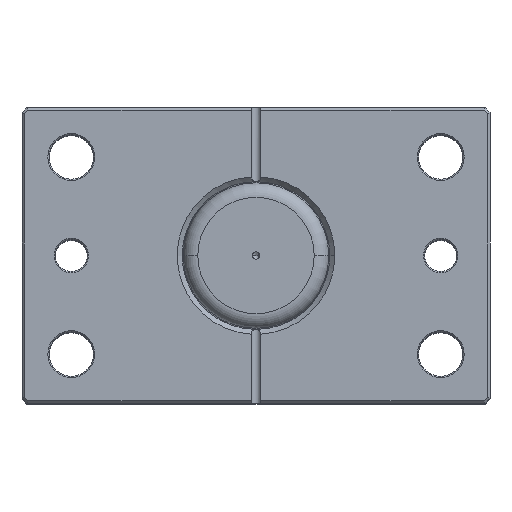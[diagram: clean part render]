
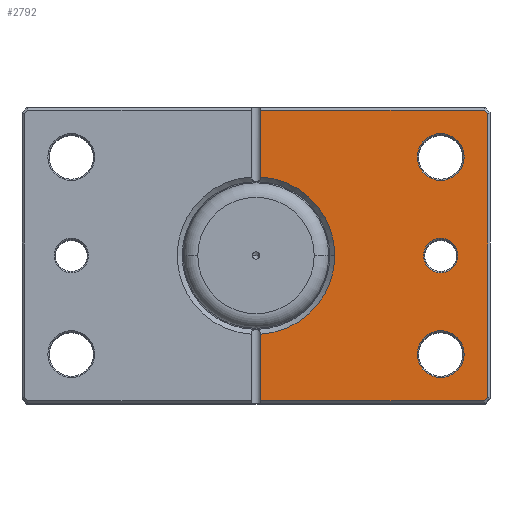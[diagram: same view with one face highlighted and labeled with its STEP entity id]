
A CAD part, top view. The second image highlights one B-rep face of the part: STEP entity #2792.
In plain terms, the highlighted face is planar.
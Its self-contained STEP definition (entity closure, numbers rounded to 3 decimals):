
#15 = DIRECTION ( 'NONE',  ( 1., 0., 0. ) ) ;
#42 = DIRECTION ( 'NONE',  ( -0.707, 0.707, 0. ) ) ;
#67 = VERTEX_POINT ( 'NONE', #5388 ) ;
#106 = EDGE_CURVE ( 'NONE', #702, #1785, #597, .T. ) ;
#138 = CARTESIAN_POINT ( 'NONE',  ( 0., 0., 0. ) ) ;
#152 = ORIENTED_EDGE ( 'NONE', *, *, #1704, .T. ) ;
#161 = AXIS2_PLACEMENT_3D ( 'NONE', #138, #4006, #717 ) ;
#208 = PLANE ( 'NONE',  #1375 ) ;
#318 = EDGE_LOOP ( 'NONE', ( #152, #6318 ) ) ;
#345 = LINE ( 'NONE', #6022, #2761 ) ;
#485 = FACE_BOUND ( 'NONE', #2540, .T. ) ;
#591 = AXIS2_PLACEMENT_3D ( 'NONE', #6682, #7068, #2267 ) ;
#597 = LINE ( 'NONE', #3048, #2093 ) ;
#655 = CARTESIAN_POINT ( 'NONE',  ( -94., 0., 0. ) ) ;
#702 = VERTEX_POINT ( 'NONE', #1613 ) ;
#717 = DIRECTION ( 'NONE',  ( 1., 0., 0. ) ) ;
#741 = VERTEX_POINT ( 'NONE', #936 ) ;
#792 = DIRECTION ( 'NONE',  ( 0., 0., 1. ) ) ;
#817 = EDGE_CURVE ( 'NONE', #2231, #67, #5833, .T. ) ;
#850 = DIRECTION ( 'NONE',  ( 0., 0., 1. ) ) ;
#936 = CARTESIAN_POINT ( 'NONE',  ( -92.586, 59., 0. ) ) ;
#1032 = CIRCLE ( 'NONE', #591, 9.5 ) ;
#1035 = CARTESIAN_POINT ( 'NONE',  ( 0., -59., 0. ) ) ;
#1157 = EDGE_LOOP ( 'NONE', ( #1540, #5550, #2743, #6960, #5365, #2524, #3100, #4368, #5739 ) ) ;
#1232 = VECTOR ( 'NONE', #2835, 1000. ) ;
#1251 = VERTEX_POINT ( 'NONE', #4135 ) ;
#1294 = VERTEX_POINT ( 'NONE', #2518 ) ;
#1375 = AXIS2_PLACEMENT_3D ( 'NONE', #2444, #792, #4602 ) ;
#1540 = ORIENTED_EDGE ( 'NONE', *, *, #3793, .T. ) ;
#1544 = CIRCLE ( 'NONE', #3370, 9.5 ) ;
#1554 = VECTOR ( 'NONE', #6160, 1000. ) ;
#1613 = CARTESIAN_POINT ( 'NONE',  ( -92.586, -59., 0. ) ) ;
#1704 = EDGE_CURVE ( 'NONE', #5505, #2880, #1032, .T. ) ;
#1731 = DIRECTION ( 'NONE',  ( 0., 0., 1. ) ) ;
#1748 = EDGE_CURVE ( 'NONE', #2790, #4304, #2658, .T. ) ;
#1785 = VERTEX_POINT ( 'NONE', #6708 ) ;
#2001 = ORIENTED_EDGE ( 'NONE', *, *, #1748, .T. ) ;
#2015 = VECTOR ( 'NONE', #4305, 1000. ) ;
#2093 = VECTOR ( 'NONE', #42, 1000. ) ;
#2104 = AXIS2_PLACEMENT_3D ( 'NONE', #3292, #2725, #2221 ) ;
#2116 = EDGE_CURVE ( 'NONE', #1785, #4430, #4429, .T. ) ;
#2209 = EDGE_CURVE ( 'NONE', #1251, #5603, #6687, .T. ) ;
#2221 = DIRECTION ( 'NONE',  ( 1., 0., 0. ) ) ;
#2231 = VERTEX_POINT ( 'NONE', #5791 ) ;
#2267 = DIRECTION ( 'NONE',  ( 1., 0., 0. ) ) ;
#2309 = CARTESIAN_POINT ( 'NONE',  ( -94., 57.586, 0. ) ) ;
#2326 = CARTESIAN_POINT ( 'NONE',  ( -75., 40., 0. ) ) ;
#2444 = CARTESIAN_POINT ( 'NONE',  ( 0., 0., 0. ) ) ;
#2518 = CARTESIAN_POINT ( 'NONE',  ( -2., 59., 0. ) ) ;
#2524 = ORIENTED_EDGE ( 'NONE', *, *, #106, .T. ) ;
#2540 = EDGE_LOOP ( 'NONE', ( #6542, #2001 ) ) ;
#2650 = VECTOR ( 'NONE', #2906, 1000. ) ;
#2658 = CIRCLE ( 'NONE', #2104, 9.5 ) ;
#2684 = CIRCLE ( 'NONE', #5297, 9.5 ) ;
#2725 = DIRECTION ( 'NONE',  ( 0., 0., 1. ) ) ;
#2742 = ORIENTED_EDGE ( 'NONE', *, *, #2209, .T. ) ;
#2743 = ORIENTED_EDGE ( 'NONE', *, *, #6589, .T. ) ;
#2761 = VECTOR ( 'NONE', #4379, 1000. ) ;
#2790 = VERTEX_POINT ( 'NONE', #2956 ) ;
#2792 = ADVANCED_FACE ( 'NONE', ( #4849, #485, #6166, #3423 ), #208, .F. ) ;
#2835 = DIRECTION ( 'NONE',  ( 0.707, 0.707, 0. ) ) ;
#2840 = VECTOR ( 'NONE', #4816, 1000. ) ;
#2861 = DIRECTION ( 'NONE',  ( 1., 0., 0. ) ) ;
#2880 = VERTEX_POINT ( 'NONE', #3602 ) ;
#2906 = DIRECTION ( 'NONE',  ( 1., 0., 0. ) ) ;
#2956 = CARTESIAN_POINT ( 'NONE',  ( -65.5, -40., 0. ) ) ;
#3048 = CARTESIAN_POINT ( 'NONE',  ( -75.793, -75.793, 0. ) ) ;
#3100 = ORIENTED_EDGE ( 'NONE', *, *, #2116, .T. ) ;
#3155 = DIRECTION ( 'NONE',  ( 1., 0., 0. ) ) ;
#3165 = EDGE_LOOP ( 'NONE', ( #2742, #4121 ) ) ;
#3291 = LINE ( 'NONE', #1035, #2015 ) ;
#3292 = CARTESIAN_POINT ( 'NONE',  ( -75., -40., 0. ) ) ;
#3339 = DIRECTION ( 'NONE',  ( 0., 0., 1. ) ) ;
#3352 = CARTESIAN_POINT ( 'NONE',  ( -2., -59., 0. ) ) ;
#3370 = AXIS2_PLACEMENT_3D ( 'NONE', #4971, #1731, #5541 ) ;
#3423 = FACE_OUTER_BOUND ( 'NONE', #1157, .T. ) ;
#3469 = CARTESIAN_POINT ( 'NONE',  ( 0., 59., 0. ) ) ;
#3602 = CARTESIAN_POINT ( 'NONE',  ( -65.5, 40., 0. ) ) ;
#3725 = CARTESIAN_POINT ( 'NONE',  ( 0., 0., 0. ) ) ;
#3728 = EDGE_CURVE ( 'NONE', #6967, #702, #3291, .T. ) ;
#3793 = EDGE_CURVE ( 'NONE', #1294, #2231, #345, .T. ) ;
#3838 = EDGE_CURVE ( 'NONE', #5603, #1251, #4053, .T. ) ;
#4006 = DIRECTION ( 'NONE',  ( 0., 0., 1. ) ) ;
#4053 = CIRCLE ( 'NONE', #5736, 7. ) ;
#4104 = LINE ( 'NONE', #3469, #2650 ) ;
#4121 = ORIENTED_EDGE ( 'NONE', *, *, #3838, .T. ) ;
#4135 = CARTESIAN_POINT ( 'NONE',  ( -82., 0., 0. ) ) ;
#4137 = CARTESIAN_POINT ( 'NONE',  ( -75., 0., 0. ) ) ;
#4172 = DIRECTION ( 'NONE',  ( 0., 0., 1. ) ) ;
#4268 = CARTESIAN_POINT ( 'NONE',  ( -2., 60., 0. ) ) ;
#4304 = VERTEX_POINT ( 'NONE', #7020 ) ;
#4305 = DIRECTION ( 'NONE',  ( -1., 0., 0. ) ) ;
#4368 = ORIENTED_EDGE ( 'NONE', *, *, #4871, .T. ) ;
#4379 = DIRECTION ( 'NONE',  ( 0., -1., 0. ) ) ;
#4382 = CARTESIAN_POINT ( 'NONE',  ( -2., -31.937, 0. ) ) ;
#4429 = LINE ( 'NONE', #655, #1554 ) ;
#4430 = VERTEX_POINT ( 'NONE', #2309 ) ;
#4602 = DIRECTION ( 'NONE',  ( 1., 0., 0. ) ) ;
#4663 = DIRECTION ( 'NONE',  ( 1., 0., 0. ) ) ;
#4816 = DIRECTION ( 'NONE',  ( 0., -1., 0. ) ) ;
#4849 = FACE_BOUND ( 'NONE', #3165, .T. ) ;
#4871 = EDGE_CURVE ( 'NONE', #4430, #741, #7061, .T. ) ;
#4872 = EDGE_CURVE ( 'NONE', #2880, #5505, #2684, .T. ) ;
#4971 = CARTESIAN_POINT ( 'NONE',  ( -75., -40., 0. ) ) ;
#5297 = AXIS2_PLACEMENT_3D ( 'NONE', #2326, #6153, #2861 ) ;
#5323 = AXIS2_PLACEMENT_3D ( 'NONE', #3725, #4172, #3155 ) ;
#5365 = ORIENTED_EDGE ( 'NONE', *, *, #3728, .T. ) ;
#5388 = CARTESIAN_POINT ( 'NONE',  ( -32., 0., 0. ) ) ;
#5436 = VERTEX_POINT ( 'NONE', #4382 ) ;
#5453 = AXIS2_PLACEMENT_3D ( 'NONE', #4137, #850, #4663 ) ;
#5505 = VERTEX_POINT ( 'NONE', #6165 ) ;
#5541 = DIRECTION ( 'NONE',  ( 1., 0., 0. ) ) ;
#5550 = ORIENTED_EDGE ( 'NONE', *, *, #817, .T. ) ;
#5603 = VERTEX_POINT ( 'NONE', #5735 ) ;
#5735 = CARTESIAN_POINT ( 'NONE',  ( -68., 0., 0. ) ) ;
#5736 = AXIS2_PLACEMENT_3D ( 'NONE', #6620, #3339, #15 ) ;
#5739 = ORIENTED_EDGE ( 'NONE', *, *, #6601, .T. ) ;
#5750 = LINE ( 'NONE', #4268, #2840 ) ;
#5791 = CARTESIAN_POINT ( 'NONE',  ( -2., 31.937, 0. ) ) ;
#5822 = EDGE_CURVE ( 'NONE', #5436, #6967, #5750, .T. ) ;
#5833 = CIRCLE ( 'NONE', #5323, 32. ) ;
#6022 = CARTESIAN_POINT ( 'NONE',  ( -2., 60., 0. ) ) ;
#6153 = DIRECTION ( 'NONE',  ( 0., 0., 1. ) ) ;
#6160 = DIRECTION ( 'NONE',  ( 0., 1., 0. ) ) ;
#6166 = FACE_BOUND ( 'NONE', #318, .T. ) ;
#6165 = CARTESIAN_POINT ( 'NONE',  ( -84.5, 40., 0. ) ) ;
#6318 = ORIENTED_EDGE ( 'NONE', *, *, #4872, .T. ) ;
#6542 = ORIENTED_EDGE ( 'NONE', *, *, #6958, .T. ) ;
#6589 = EDGE_CURVE ( 'NONE', #67, #5436, #6853, .T. ) ;
#6601 = EDGE_CURVE ( 'NONE', #741, #1294, #4104, .T. ) ;
#6620 = CARTESIAN_POINT ( 'NONE',  ( -75., 0., 0. ) ) ;
#6673 = CARTESIAN_POINT ( 'NONE',  ( -75.793, 75.793, 0. ) ) ;
#6682 = CARTESIAN_POINT ( 'NONE',  ( -75., 40., 0. ) ) ;
#6687 = CIRCLE ( 'NONE', #5453, 7. ) ;
#6708 = CARTESIAN_POINT ( 'NONE',  ( -94., -57.586, 0. ) ) ;
#6853 = CIRCLE ( 'NONE', #161, 32. ) ;
#6958 = EDGE_CURVE ( 'NONE', #4304, #2790, #1544, .T. ) ;
#6960 = ORIENTED_EDGE ( 'NONE', *, *, #5822, .T. ) ;
#6967 = VERTEX_POINT ( 'NONE', #3352 ) ;
#7020 = CARTESIAN_POINT ( 'NONE',  ( -84.5, -40., 0. ) ) ;
#7061 = LINE ( 'NONE', #6673, #1232 ) ;
#7068 = DIRECTION ( 'NONE',  ( 0., 0., 1. ) ) ;
